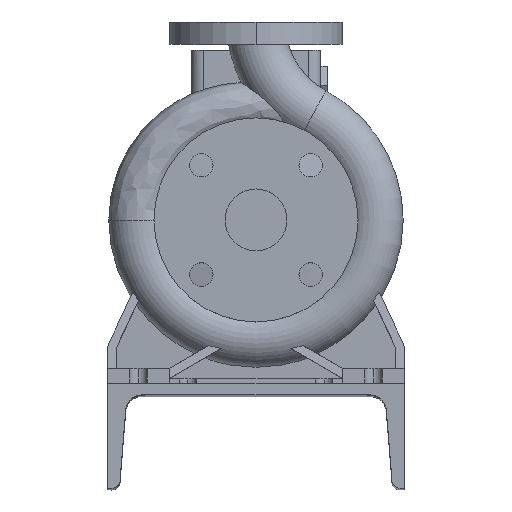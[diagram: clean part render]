
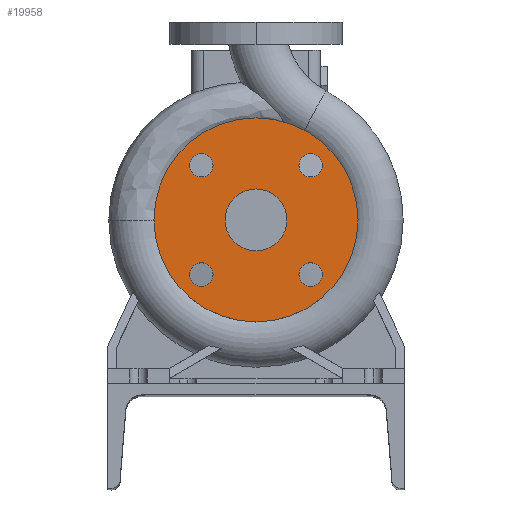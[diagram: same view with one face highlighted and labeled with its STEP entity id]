
A CAD part, top view. The second image highlights one B-rep face of the part: STEP entity #19958.
In plain terms, the highlighted planar face has unit normal (0, 0, 1).
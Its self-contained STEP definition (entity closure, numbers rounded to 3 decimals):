
#103 = EDGE_CURVE ( 'NONE', #1573, #5089, #7140, .T. ) ;
#507 = EDGE_LOOP ( 'NONE', ( #7589, #14316 ) ) ;
#529 = CARTESIAN_POINT ( 'NONE',  ( -34.694, 44.194, 80. ) ) ;
#552 = VERTEX_POINT ( 'NONE', #2864 ) ;
#714 = CIRCLE ( 'NONE', #12228, 9.5 ) ;
#1033 = CARTESIAN_POINT ( 'NONE',  ( -34.694, -44.194, 80. ) ) ;
#1180 = EDGE_LOOP ( 'NONE', ( #15189, #7956 ) ) ;
#1236 = CARTESIAN_POINT ( 'NONE',  ( 82.5, 0., 80. ) ) ;
#1407 = DIRECTION ( 'NONE',  ( 0., 0., 1. ) ) ;
#1573 = VERTEX_POINT ( 'NONE', #3172 ) ;
#1605 = ORIENTED_EDGE ( 'NONE', *, *, #10298, .T. ) ;
#1860 = CARTESIAN_POINT ( 'NONE',  ( -44.194, 44.194, 80. ) ) ;
#1862 = AXIS2_PLACEMENT_3D ( 'NONE', #4432, #18424, #8773 ) ;
#1952 = DIRECTION ( 'NONE',  ( 1., 0., 0. ) ) ;
#2101 = ORIENTED_EDGE ( 'NONE', *, *, #3253, .F. ) ;
#2864 = CARTESIAN_POINT ( 'NONE',  ( -53.694, -44.194, 80. ) ) ;
#2988 = EDGE_CURVE ( 'NONE', #7977, #16340, #19599, .T. ) ;
#3029 = DIRECTION ( 'NONE',  ( 1., 0., 0. ) ) ;
#3172 = CARTESIAN_POINT ( 'NONE',  ( 53.694, 44.194, 80. ) ) ;
#3253 = EDGE_CURVE ( 'NONE', #5089, #1573, #10044, .T. ) ;
#3498 = DIRECTION ( 'NONE',  ( 0., 0., 1. ) ) ;
#3519 = CIRCLE ( 'NONE', #15024, 25. ) ;
#3581 = DIRECTION ( 'NONE',  ( 1., 0., 0. ) ) ;
#3586 = DIRECTION ( 'NONE',  ( 1., 0., 0. ) ) ;
#3652 = CARTESIAN_POINT ( 'NONE',  ( 53.694, -44.194, 80. ) ) ;
#3681 = DIRECTION ( 'NONE',  ( 0., 0., 1. ) ) ;
#4128 = VERTEX_POINT ( 'NONE', #529 ) ;
#4138 = EDGE_LOOP ( 'NONE', ( #14238, #2101 ) ) ;
#4239 = PLANE ( 'NONE',  #15731 ) ;
#4280 = EDGE_LOOP ( 'NONE', ( #8507, #19124 ) ) ;
#4432 = CARTESIAN_POINT ( 'NONE',  ( 44.194, -44.194, 80. ) ) ;
#4744 = ORIENTED_EDGE ( 'NONE', *, *, #16729, .F. ) ;
#4814 = DIRECTION ( 'NONE',  ( -1., 0., 0. ) ) ;
#5089 = VERTEX_POINT ( 'NONE', #16819 ) ;
#5131 = DIRECTION ( 'NONE',  ( 0., 0., 1. ) ) ;
#5235 = EDGE_CURVE ( 'NONE', #13802, #14315, #9478, .T. ) ;
#5381 = ORIENTED_EDGE ( 'NONE', *, *, #9287, .F. ) ;
#5539 = AXIS2_PLACEMENT_3D ( 'NONE', #13876, #1407, #9050 ) ;
#5775 = FACE_OUTER_BOUND ( 'NONE', #13392, .T. ) ;
#5779 = EDGE_CURVE ( 'NONE', #4128, #6416, #9805, .T. ) ;
#6139 = EDGE_CURVE ( 'NONE', #552, #7440, #18349, .T. ) ;
#6416 = VERTEX_POINT ( 'NONE', #8618 ) ;
#6423 = CARTESIAN_POINT ( 'NONE',  ( 0., 0., 80. ) ) ;
#7007 = EDGE_CURVE ( 'NONE', #16340, #7977, #19345, .T. ) ;
#7140 = CIRCLE ( 'NONE', #14886, 9.5 ) ;
#7440 = VERTEX_POINT ( 'NONE', #1033 ) ;
#7562 = DIRECTION ( 'NONE',  ( 0., 0., 1. ) ) ;
#7589 = ORIENTED_EDGE ( 'NONE', *, *, #5779, .F. ) ;
#7917 = FACE_BOUND ( 'NONE', #4280, .T. ) ;
#7956 = ORIENTED_EDGE ( 'NONE', *, *, #7007, .F. ) ;
#7977 = VERTEX_POINT ( 'NONE', #3652 ) ;
#8031 = CARTESIAN_POINT ( 'NONE',  ( 44.194, 44.194, 80. ) ) ;
#8507 = ORIENTED_EDGE ( 'NONE', *, *, #11532, .F. ) ;
#8524 = AXIS2_PLACEMENT_3D ( 'NONE', #18345, #8995, #12273 ) ;
#8540 = CIRCLE ( 'NONE', #20020, 25. ) ;
#8618 = CARTESIAN_POINT ( 'NONE',  ( -53.694, 44.194, 80. ) ) ;
#8773 = DIRECTION ( 'NONE',  ( 1., 0., 0. ) ) ;
#8995 = DIRECTION ( 'NONE',  ( 0., 0., 1. ) ) ;
#9050 = DIRECTION ( 'NONE',  ( 1., 0., 0. ) ) ;
#9287 = EDGE_CURVE ( 'NONE', #18368, #9977, #8540, .T. ) ;
#9464 = FACE_BOUND ( 'NONE', #17904, .T. ) ;
#9478 = CIRCLE ( 'NONE', #15705, 82.5 ) ;
#9493 = CARTESIAN_POINT ( 'NONE',  ( -44.194, -44.194, 80. ) ) ;
#9508 = CARTESIAN_POINT ( 'NONE',  ( -25., 0., 80. ) ) ;
#9805 = CIRCLE ( 'NONE', #19640, 9.5 ) ;
#9977 = VERTEX_POINT ( 'NONE', #9508 ) ;
#9987 = DIRECTION ( 'NONE',  ( 0., 0., 1. ) ) ;
#10044 = CIRCLE ( 'NONE', #10706, 9.5 ) ;
#10194 = CARTESIAN_POINT ( 'NONE',  ( 44.194, 44.194, 80. ) ) ;
#10298 = EDGE_CURVE ( 'NONE', #14315, #13802, #18421, .T. ) ;
#10706 = AXIS2_PLACEMENT_3D ( 'NONE', #10194, #16348, #13359 ) ;
#10817 = DIRECTION ( 'NONE',  ( 0., 0., 1. ) ) ;
#11135 = DIRECTION ( 'NONE',  ( 0., 0., 1. ) ) ;
#11427 = DIRECTION ( 'NONE',  ( 1., 0., 0. ) ) ;
#11532 = EDGE_CURVE ( 'NONE', #7440, #552, #714, .T. ) ;
#11821 = CARTESIAN_POINT ( 'NONE',  ( 0., 0., 80. ) ) ;
#12228 = AXIS2_PLACEMENT_3D ( 'NONE', #9493, #11135, #1952 ) ;
#12273 = DIRECTION ( 'NONE',  ( 1., 0., 0. ) ) ;
#12533 = FACE_BOUND ( 'NONE', #507, .T. ) ;
#12560 = CARTESIAN_POINT ( 'NONE',  ( 0., 0., 80. ) ) ;
#12628 = DIRECTION ( 'NONE',  ( 0., 0., -1. ) ) ;
#13359 = DIRECTION ( 'NONE',  ( 1., 0., 0. ) ) ;
#13392 = EDGE_LOOP ( 'NONE', ( #17703, #1605 ) ) ;
#13802 = VERTEX_POINT ( 'NONE', #1236 ) ;
#13867 = DIRECTION ( 'NONE',  ( 1., 0., 0. ) ) ;
#13876 = CARTESIAN_POINT ( 'NONE',  ( -44.194, -44.194, 80. ) ) ;
#13960 = CARTESIAN_POINT ( 'NONE',  ( -44.194, 44.194, 80. ) ) ;
#13993 = DIRECTION ( 'NONE',  ( 1., 0., 0. ) ) ;
#14168 = DIRECTION ( 'NONE',  ( 0., 0., 1. ) ) ;
#14178 = CARTESIAN_POINT ( 'NONE',  ( 0., 82.5, 80. ) ) ;
#14238 = ORIENTED_EDGE ( 'NONE', *, *, #103, .F. ) ;
#14315 = VERTEX_POINT ( 'NONE', #15529 ) ;
#14316 = ORIENTED_EDGE ( 'NONE', *, *, #17011, .F. ) ;
#14326 = CIRCLE ( 'NONE', #16631, 9.5 ) ;
#14710 = CARTESIAN_POINT ( 'NONE',  ( 25., 0., 80. ) ) ;
#14886 = AXIS2_PLACEMENT_3D ( 'NONE', #8031, #10817, #13993 ) ;
#15024 = AXIS2_PLACEMENT_3D ( 'NONE', #19422, #5131, #3586 ) ;
#15189 = ORIENTED_EDGE ( 'NONE', *, *, #2988, .F. ) ;
#15529 = CARTESIAN_POINT ( 'NONE',  ( -82.5, 0., 80. ) ) ;
#15687 = CARTESIAN_POINT ( 'NONE',  ( 34.694, -44.194, 80. ) ) ;
#15705 = AXIS2_PLACEMENT_3D ( 'NONE', #6423, #7562, #3029 ) ;
#15731 = AXIS2_PLACEMENT_3D ( 'NONE', #14178, #12628, #4814 ) ;
#16152 = DIRECTION ( 'NONE',  ( 1., 0., 0. ) ) ;
#16340 = VERTEX_POINT ( 'NONE', #15687 ) ;
#16348 = DIRECTION ( 'NONE',  ( 0., 0., 1. ) ) ;
#16631 = AXIS2_PLACEMENT_3D ( 'NONE', #13960, #14168, #13867 ) ;
#16729 = EDGE_CURVE ( 'NONE', #9977, #18368, #3519, .T. ) ;
#16819 = CARTESIAN_POINT ( 'NONE',  ( 34.694, 44.194, 80. ) ) ;
#17011 = EDGE_CURVE ( 'NONE', #6416, #4128, #14326, .T. ) ;
#17264 = FACE_BOUND ( 'NONE', #4138, .T. ) ;
#17703 = ORIENTED_EDGE ( 'NONE', *, *, #5235, .T. ) ;
#17762 = AXIS2_PLACEMENT_3D ( 'NONE', #12560, #3498, #11427 ) ;
#17904 = EDGE_LOOP ( 'NONE', ( #5381, #4744 ) ) ;
#18345 = CARTESIAN_POINT ( 'NONE',  ( 44.194, -44.194, 80. ) ) ;
#18349 = CIRCLE ( 'NONE', #5539, 9.5 ) ;
#18368 = VERTEX_POINT ( 'NONE', #14710 ) ;
#18421 = CIRCLE ( 'NONE', #17762, 82.5 ) ;
#18424 = DIRECTION ( 'NONE',  ( 0., 0., 1. ) ) ;
#18809 = FACE_BOUND ( 'NONE', #1180, .T. ) ;
#19124 = ORIENTED_EDGE ( 'NONE', *, *, #6139, .F. ) ;
#19345 = CIRCLE ( 'NONE', #8524, 9.5 ) ;
#19422 = CARTESIAN_POINT ( 'NONE',  ( 0., 0., 80. ) ) ;
#19599 = CIRCLE ( 'NONE', #1862, 9.5 ) ;
#19640 = AXIS2_PLACEMENT_3D ( 'NONE', #1860, #9987, #16152 ) ;
#19958 = ADVANCED_FACE ( 'NONE', ( #18809, #7917, #12533, #17264, #9464, #5775 ), #4239, .F. ) ;
#20020 = AXIS2_PLACEMENT_3D ( 'NONE', #11821, #3681, #3581 ) ;
